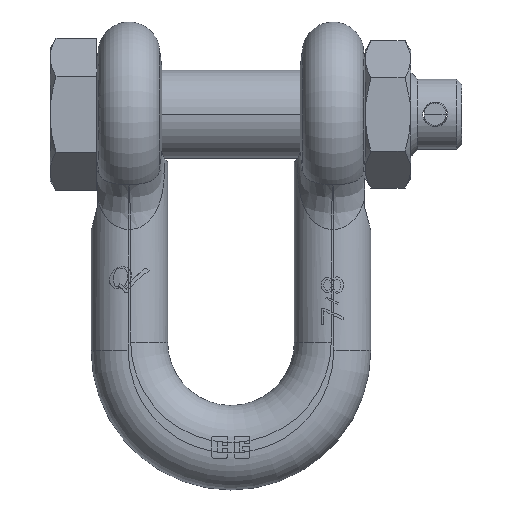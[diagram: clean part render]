
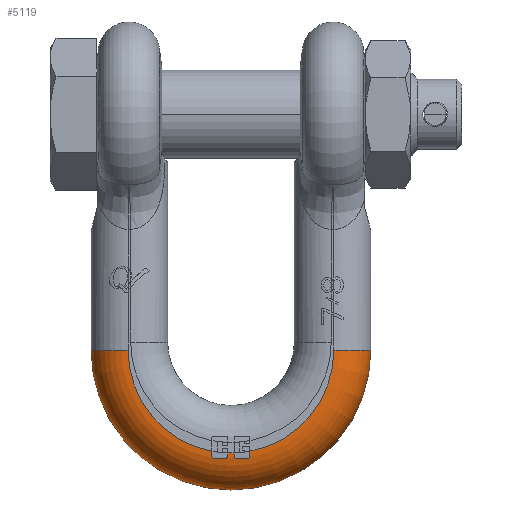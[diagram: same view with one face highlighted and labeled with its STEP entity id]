
A CAD part, top view. The second image highlights one B-rep face of the part: STEP entity #5119.
In plain terms, the highlighted toroidal (fillet/blend) face has major radius 29.718 mm and minor radius 10.668 mm.
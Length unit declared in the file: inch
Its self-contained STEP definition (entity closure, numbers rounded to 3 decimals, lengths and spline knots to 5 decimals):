
#6=CARTESIAN_POINT('',(-0.03679,-3.89242,0.4378));
#7=CARTESIAN_POINT('',(-0.03679,-3.89373,0.43766));
#8=CARTESIAN_POINT('',(-0.03714,-3.89635,0.43738));
#9=CARTESIAN_POINT('',(-0.03866,-3.90001,0.43694));
#10=CARTESIAN_POINT('',(-0.04108,-3.90316,
0.43654));
#11=CARTESIAN_POINT('',(-0.04424,-3.90557,
0.4362));
#12=CARTESIAN_POINT('',(-0.04788,-3.90707,
0.43598));
#13=CARTESIAN_POINT('',(-0.05049,-3.90742,
0.43591));
#14=CARTESIAN_POINT('',(-0.05179,-3.90742,0.4359));
#16=CARTESIAN_POINT('',(-0.03679,-3.84942,0.44));
#17=CARTESIAN_POINT('',(-0.03679,-3.85421,0.44));
#18=CARTESIAN_POINT('',(-0.03679,-3.86378,0.43984));
#19=CARTESIAN_POINT('',(-0.03679,-3.87812,0.4391));
#20=CARTESIAN_POINT('',(-0.03679,-3.88766,0.43829));
#21=CARTESIAN_POINT('',(-0.03679,-3.89242,0.4378));
#23=CARTESIAN_POINT('',(0.,-2.68,0.44));
#24=DIRECTION('',(0.,0.,1.));
#25=DIRECTION('',(-0.031,-1.,0.));
#26=AXIS2_PLACEMENT_3D('',#23,#24,#25);
#28=CARTESIAN_POINT('',(0.03565,-3.89242,0.4378));
#29=CARTESIAN_POINT('',(0.03565,-3.88766,0.43829));
#30=CARTESIAN_POINT('',(0.03565,-3.87813,0.4391));
#31=CARTESIAN_POINT('',(0.03565,-3.8638,0.43984));
#32=CARTESIAN_POINT('',(0.03565,-3.85424,0.44));
#33=CARTESIAN_POINT('',(0.03565,-3.84946,0.44));
#35=CARTESIAN_POINT('',(0.05065,-3.90742,0.43591));
#36=CARTESIAN_POINT('',(0.04935,-3.90742,0.43592));
#37=CARTESIAN_POINT('',(0.04674,-3.90707,0.43598));
#38=CARTESIAN_POINT('',(0.0431,-3.90557,0.43621));
#39=CARTESIAN_POINT('',(0.03994,-3.90316,0.43654));
#40=CARTESIAN_POINT('',(0.03752,-3.90001,0.43695));
#41=CARTESIAN_POINT('',(0.036,-3.89635,0.43738));
#42=CARTESIAN_POINT('',(0.03565,-3.89373,0.43766));
#43=CARTESIAN_POINT('',(0.03565,-3.89242,0.4378));
#45=CARTESIAN_POINT('',(0.20096,-3.90742,0.43347));
#46=CARTESIAN_POINT('',(0.18443,-3.90742,0.43395));
#47=CARTESIAN_POINT('',(0.15127,-3.90742,0.43474));
#48=CARTESIAN_POINT('',(0.10108,-3.90742,0.43552));
#49=CARTESIAN_POINT('',(0.06749,-3.90742,0.43581));
#50=CARTESIAN_POINT('',(0.05065,-3.90742,0.43591));
#52=CARTESIAN_POINT('',(0.21596,-3.89242,0.43547));
#53=CARTESIAN_POINT('',(0.21596,-3.89374,0.43528));
#54=CARTESIAN_POINT('',(0.21561,-3.89638,0.43489));
#55=CARTESIAN_POINT('',(0.21408,-3.90004,0.43435));
#56=CARTESIAN_POINT('',(0.21165,-3.90319,0.43389));
#57=CARTESIAN_POINT('',(0.2085,-3.90558,0.43357));
#58=CARTESIAN_POINT('',(0.20486,-3.90708,0.43342));
#59=CARTESIAN_POINT('',(0.20226,-3.90742,0.43343));
#60=CARTESIAN_POINT('',(0.20096,-3.90742,0.43347));
#62=CARTESIAN_POINT('',(0.21596,-3.8299,0.44));
#63=CARTESIAN_POINT('',(0.21596,-3.83689,0.44));
#64=CARTESIAN_POINT('',(0.21596,-3.85084,0.43966));
#65=CARTESIAN_POINT('',(0.21596,-3.87171,0.43815));
#66=CARTESIAN_POINT('',(0.21596,-3.88553,0.43648));
#67=CARTESIAN_POINT('',(0.21596,-3.89242,0.43547));
#69=CARTESIAN_POINT('',(0.,-2.68,0.44));
#70=DIRECTION('',(0.,0.,1.));
#71=DIRECTION('',(0.185,-0.983,0.));
#72=AXIS2_PLACEMENT_3D('',#69,#70,#71);
#74=CARTESIAN_POINT('',(0.,-2.68,0.02));
#75=DIRECTION('',(0.,0.,1.));
#76=DIRECTION('',(-1.,0.,0.));
#77=AXIS2_PLACEMENT_3D('',#74,#75,#76);
#79=CARTESIAN_POINT('',(-1.17,-2.68,0.02));
#80=DIRECTION('',(0.,-1.,0.));
#81=DIRECTION('',(0.,0.,1.));
#82=AXIS2_PLACEMENT_3D('',#79,#80,#81);
#84=CARTESIAN_POINT('',(0.,-2.68,0.44));
#85=DIRECTION('',(0.,0.,1.));
#86=DIRECTION('',(-1.,0.,0.));
#87=AXIS2_PLACEMENT_3D('',#84,#85,#86);
#89=CARTESIAN_POINT('',(-0.21596,-3.89242,0.43547));
#90=CARTESIAN_POINT('',(-0.21596,-3.88553,0.43648));
#91=CARTESIAN_POINT('',(-0.21596,-3.87171,0.43815));
#92=CARTESIAN_POINT('',(-0.21596,-3.85084,0.43966));
#93=CARTESIAN_POINT('',(-0.21596,-3.83689,0.44));
#94=CARTESIAN_POINT('',(-0.21596,-3.8299,0.44));
#96=CARTESIAN_POINT('',(-0.20096,-3.90742,0.43347));
#97=CARTESIAN_POINT('',(-0.20226,-3.90742,
0.43343));
#98=CARTESIAN_POINT('',(-0.20486,-3.90708,
0.43342));
#99=CARTESIAN_POINT('',(-0.2085,-3.90558,
0.43357));
#100=CARTESIAN_POINT('',(-0.21165,-3.90319,
0.43389));
#101=CARTESIAN_POINT('',(-0.21408,-3.90004,
0.43435));
#102=CARTESIAN_POINT('',(-0.21561,-3.89638,
0.43489));
#103=CARTESIAN_POINT('',(-0.21596,-3.89374,0.43528));
#104=CARTESIAN_POINT('',(-0.21596,-3.89242,0.43547));
#106=CARTESIAN_POINT('',(-0.05179,-3.90742,0.4359));
#107=CARTESIAN_POINT('',(-0.06851,-3.90742,
0.43581));
#108=CARTESIAN_POINT('',(-0.10184,-3.90742,
0.43551));
#109=CARTESIAN_POINT('',(-0.15164,-3.90742,
0.43473));
#110=CARTESIAN_POINT('',(-0.18456,-3.90742,
0.43395));
#111=CARTESIAN_POINT('',(-0.20096,-3.90742,0.43347));
#1054=CARTESIAN_POINT('',(1.17,-2.68,0.02));
#1055=DIRECTION('',(0.,1.,0.));
#1056=DIRECTION('',(0.,0.,1.));
#1057=AXIS2_PLACEMENT_3D('',#1054,#1055,#1056);
#4351=CARTESIAN_POINT('',(-1.59,-2.68,0.02));
#4352=CARTESIAN_POINT('',(1.59,-2.68,0.02));
#4353=VERTEX_POINT('',#4351);
#4354=VERTEX_POINT('',#4352);
#4363=CARTESIAN_POINT('',(-1.17,-2.68,0.44));
#4364=VERTEX_POINT('',#4363);
#4365=CARTESIAN_POINT('',(1.17,-2.68,0.44));
#4366=VERTEX_POINT('',#4365);
#4757=CARTESIAN_POINT('',(-0.21596,-3.8299,0.44));
#4759=VERTEX_POINT('',#4757);
#4817=CARTESIAN_POINT('',(-0.03679,-3.84942,0.44));
#4818=VERTEX_POINT('',#4817);
#4881=CARTESIAN_POINT('',(0.21596,-3.8299,0.44));
#4882=VERTEX_POINT('',#4881);
#4885=CARTESIAN_POINT('',(0.03565,-3.84946,0.44));
#4887=VERTEX_POINT('',#4885);
#4921=VERTEX_POINT('',#6);
#4922=VERTEX_POINT('',#14);
#4925=VERTEX_POINT('',#111);
#4927=VERTEX_POINT('',#104);
#4937=VERTEX_POINT('',#67);
#4939=VERTEX_POINT('',#60);
#4941=VERTEX_POINT('',#50);
#4943=VERTEX_POINT('',#43);
#5081=CARTESIAN_POINT('',(0.,-2.68,0.02));
#5082=DIRECTION('',(0.,0.,1.));
#5083=DIRECTION('',(-1.,0.004,0.));
#5084=AXIS2_PLACEMENT_3D('',#5081,#5082,#5083);
#5085=TOROIDAL_SURFACE('',#5084,1.17,0.42);
#5087=ORIENTED_EDGE('',*,*,#5086,.F.);
#5089=ORIENTED_EDGE('',*,*,#5088,.F.);
#5091=ORIENTED_EDGE('',*,*,#5090,.T.);
#5093=ORIENTED_EDGE('',*,*,#5092,.F.);
#5095=ORIENTED_EDGE('',*,*,#5094,.F.);
#5097=ORIENTED_EDGE('',*,*,#5096,.F.);
#5099=ORIENTED_EDGE('',*,*,#5098,.F.);
#5101=ORIENTED_EDGE('',*,*,#5100,.F.);
#5103=ORIENTED_EDGE('',*,*,#5102,.T.);
#5105=ORIENTED_EDGE('',*,*,#5104,.T.);
#5107=ORIENTED_EDGE('',*,*,#5106,.F.);
#5109=ORIENTED_EDGE('',*,*,#5108,.F.);
#5111=ORIENTED_EDGE('',*,*,#5110,.T.);
#5113=ORIENTED_EDGE('',*,*,#5112,.F.);
#5115=ORIENTED_EDGE('',*,*,#5114,.F.);
#5116=ORIENTED_EDGE('',*,*,#5070,.F.);
#5117=EDGE_LOOP('',(#5087,#5089,#5091,#5093,#5095,#5097,#5099,#5101,#5103,#5105,
#5107,#5109,#5111,#5113,#5115,#5116));
#5118=FACE_OUTER_BOUND('',#5117,.F.);
#5119=ADVANCED_FACE('',(#5118),#5085,.T.);
#15=B_SPLINE_CURVE_WITH_KNOTS('',3,(#6,#7,#8,#9,#10,#11,#12,#13,#14),
.UNSPECIFIED.,.F.,.F.,(4,1,1,1,1,1,4),(0.,0.16667,0.33333,
0.5,0.66667,0.83333,1.),.UNSPECIFIED.);
#22=B_SPLINE_CURVE_WITH_KNOTS('',3,(#16,#17,#18,#19,#20,#21),.UNSPECIFIED.,.F.,
.F.,(4,1,1,4),(0.,0.33333,0.66667,1.),.UNSPECIFIED.);
#27=CIRCLE('',#26,1.17);
#34=B_SPLINE_CURVE_WITH_KNOTS('',3,(#28,#29,#30,#31,#32,#33),.UNSPECIFIED.,.F.,
.F.,(4,1,1,4),(0.,0.33333,0.66667,1.),.UNSPECIFIED.);
#44=B_SPLINE_CURVE_WITH_KNOTS('',3,(#35,#36,#37,#38,#39,#40,#41,#42,#43),
.UNSPECIFIED.,.F.,.F.,(4,1,1,1,1,1,4),(0.,0.16667,0.33333,
0.5,0.66667,0.83333,1.),.UNSPECIFIED.);
#51=B_SPLINE_CURVE_WITH_KNOTS('',3,(#45,#46,#47,#48,#49,#50),.UNSPECIFIED.,.F.,
.F.,(4,1,1,4),(0.,0.33333,0.66667,1.),.UNSPECIFIED.);
#61=B_SPLINE_CURVE_WITH_KNOTS('',3,(#52,#53,#54,#55,#56,#57,#58,#59,#60),
.UNSPECIFIED.,.F.,.F.,(4,1,1,1,1,1,4),(0.,0.16667,0.33333,
0.5,0.66667,0.83333,1.),.UNSPECIFIED.);
#68=B_SPLINE_CURVE_WITH_KNOTS('',3,(#62,#63,#64,#65,#66,#67),.UNSPECIFIED.,.F.,
.F.,(4,1,1,4),(0.,0.33333,0.66667,1.),.UNSPECIFIED.);
#73=CIRCLE('',#72,1.17);
#78=CIRCLE('',#77,1.59);
#83=CIRCLE('',#82,0.42);
#88=CIRCLE('',#87,1.17);
#95=B_SPLINE_CURVE_WITH_KNOTS('',3,(#89,#90,#91,#92,#93,#94),.UNSPECIFIED.,.F.,
.F.,(4,1,1,4),(0.,0.33333,0.66667,1.),.UNSPECIFIED.);
#105=B_SPLINE_CURVE_WITH_KNOTS('',3,(#96,#97,#98,#99,#100,#101,#102,#103,#104),
.UNSPECIFIED.,.F.,.F.,(4,1,1,1,1,1,4),(0.,0.16667,0.33333,
0.5,0.66667,0.83333,1.),.UNSPECIFIED.);
#112=B_SPLINE_CURVE_WITH_KNOTS('',3,(#106,#107,#108,#109,#110,#111),
.UNSPECIFIED.,.F.,.F.,(4,1,1,4),(0.,0.33333,0.66667,1.),
.UNSPECIFIED.);
#1058=CIRCLE('',#1057,0.42);
#5070=EDGE_CURVE('',#4922,#4925,#112,.T.);
#5086=EDGE_CURVE('',#4921,#4922,#15,.T.);
#5088=EDGE_CURVE('',#4818,#4921,#22,.T.);
#5090=EDGE_CURVE('',#4818,#4887,#27,.T.);
#5092=EDGE_CURVE('',#4943,#4887,#34,.T.);
#5094=EDGE_CURVE('',#4941,#4943,#44,.T.);
#5096=EDGE_CURVE('',#4939,#4941,#51,.T.);
#5098=EDGE_CURVE('',#4937,#4939,#61,.T.);
#5100=EDGE_CURVE('',#4882,#4937,#68,.T.);
#5102=EDGE_CURVE('',#4882,#4366,#73,.T.);
#5104=EDGE_CURVE('',#4366,#4354,#1058,.T.);
#5106=EDGE_CURVE('',#4353,#4354,#78,.T.);
#5108=EDGE_CURVE('',#4364,#4353,#83,.T.);
#5110=EDGE_CURVE('',#4364,#4759,#88,.T.);
#5112=EDGE_CURVE('',#4927,#4759,#95,.T.);
#5114=EDGE_CURVE('',#4925,#4927,#105,.T.);
